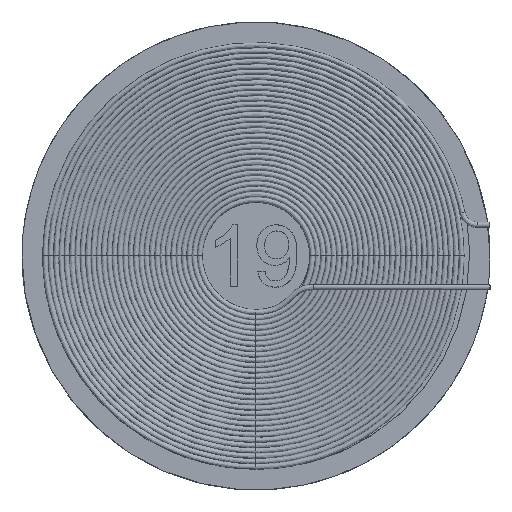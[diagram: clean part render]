
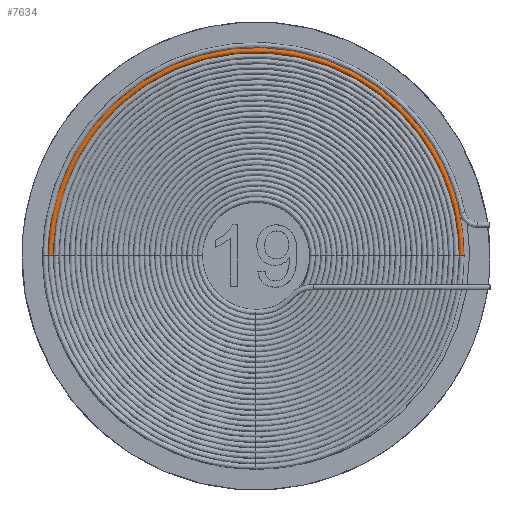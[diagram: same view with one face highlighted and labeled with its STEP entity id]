
A CAD part, top view. The second image highlights one B-rep face of the part: STEP entity #7634.
In plain terms, the highlighted free-form (B-spline) face has degree [3, 3] with [7, 4] control points.
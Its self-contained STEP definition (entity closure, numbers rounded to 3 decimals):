
#83 = CARTESIAN_POINT ( 'NONE',  ( -6.669, 13.338, -0.085 ) ) ;
#174 = CARTESIAN_POINT ( 'NONE',  ( -6.499, 12.998, 0.085 ) ) ;
#374 = CARTESIAN_POINT ( 'NONE',  ( 6.499, 0., 0.085 ) ) ;
#555 = VERTEX_POINT ( 'NONE', #12778 ) ;
#1469 = CARTESIAN_POINT ( 'NONE',  ( -6.669, 13.338, 0.085 ) ) ;
#1573 = CARTESIAN_POINT ( 'NONE',  ( -6.499, 12.998, 0.255 ) ) ;
#2474 = CARTESIAN_POINT ( 'NONE',  ( -6.499, 0., 0.085 ) ) ;
#2655 = CARTESIAN_POINT ( 'NONE',  ( -6.499, 12.998, 0.085 ) ) ;
#2982 = CARTESIAN_POINT ( 'NONE',  ( 6.669, 0., -0.085 ) ) ;
#3074 = CARTESIAN_POINT ( 'NONE',  ( -6.499, 0., 0.085 ) ) ;
#3169 = CARTESIAN_POINT ( 'NONE',  ( -6.669, 0., 0.255 ) ) ;
#3176 = CARTESIAN_POINT ( 'NONE',  ( 6.499, 0., 0.255 ) ) ;
#3574 = VERTEX_POINT ( 'NONE', #3793 ) ;
#3622 = VERTEX_POINT ( 'NONE', #11482 ) ;
#3793 = CARTESIAN_POINT ( 'NONE',  ( 6.499, 0., 0.085 ) ) ;
#4291 = CARTESIAN_POINT ( 'NONE',  ( -6.499, 0., -0.085 ) ) ;
#4390 = CARTESIAN_POINT ( 'NONE',  ( 6.499, 0., 0.085 ) ) ;
#4471 =( BOUNDED_CURVE ( )  B_SPLINE_CURVE ( 3, ( #9353, #6384, #17777, #2474 ),
 .UNSPECIFIED., .F., .F. ) 
 B_SPLINE_CURVE_WITH_KNOTS ( ( 4, 4 ),
 ( 0.5, 1. ),
 .UNSPECIFIED. ) 
 CURVE ( )  GEOMETRIC_REPRESENTATION_ITEM ( )  RATIONAL_B_SPLINE_CURVE ( ( 1., 0.333, 0.333, 1. ) ) 
 REPRESENTATION_ITEM ( '' )  );
#4473 = CARTESIAN_POINT ( 'NONE',  ( -6.499, 12.998, -0.085 ) ) ;
#4653 = CARTESIAN_POINT ( 'NONE',  ( 6.499, 0., 0.085 ) ) ;
#4785 = EDGE_CURVE ( 'NONE', #3622, #13467, #17445, .T. ) ;
#5749 = CARTESIAN_POINT ( 'NONE',  ( 6.499, 0., -0.085 ) ) ;
#5917 = EDGE_CURVE ( 'NONE', #13467, #3574, #5928, .T. ) ;
#5928 =( BOUNDED_CURVE ( )  B_SPLINE_CURVE ( 3, ( #11437, #17152, #3176, #4390 ),
 .UNSPECIFIED., .F., .F. ) 
 B_SPLINE_CURVE_WITH_KNOTS ( ( 4, 4 ),
 ( 0., 1. ),
 .UNSPECIFIED. ) 
 CURVE ( )  GEOMETRIC_REPRESENTATION_ITEM ( )  RATIONAL_B_SPLINE_CURVE ( ( 1., 0.333, 0.333, 1. ) ) 
 REPRESENTATION_ITEM ( '' )  );
#6384 = CARTESIAN_POINT ( 'NONE',  ( -6.669, 0., 0.255 ) ) ;
#6605 =( BOUNDED_CURVE ( )  B_SPLINE_CURVE ( 3, ( #7950, #2655, #8212, #16551 ),
 .UNSPECIFIED., .F., .F. ) 
 B_SPLINE_CURVE_WITH_KNOTS ( ( 4, 4 ),
 ( 0., 1. ),
 .UNSPECIFIED. ) 
 CURVE ( )  GEOMETRIC_REPRESENTATION_ITEM ( )  RATIONAL_B_SPLINE_CURVE ( ( 1., 0.333, 0.333, 1. ) ) 
 REPRESENTATION_ITEM ( '' )  );
#7139 = CARTESIAN_POINT ( 'NONE',  ( 6.669, 13.338, 0.085 ) ) ;
#7233 = CARTESIAN_POINT ( 'NONE',  ( 6.499, 12.998, 0.255 ) ) ;
#7423 = EDGE_LOOP ( 'NONE', ( #10601, #13747, #11700, #14834 ) ) ;
#7634 = ADVANCED_FACE ( 'NONE', ( #8815 ), #12933, .T. ) ;
#7950 = CARTESIAN_POINT ( 'NONE',  ( -6.499, 0., 0.085 ) ) ;
#8212 = CARTESIAN_POINT ( 'NONE',  ( 6.499, 12.998, 0.085 ) ) ;
#8640 = CARTESIAN_POINT ( 'NONE',  ( -6.669, 13.338, 0.085 ) ) ;
#8722 = CARTESIAN_POINT ( 'NONE',  ( 6.499, 12.998, 0.085 ) ) ;
#8815 = FACE_OUTER_BOUND ( 'NONE', #7423, .T. ) ;
#9353 = CARTESIAN_POINT ( 'NONE',  ( -6.669, 0., 0.085 ) ) ;
#10034 = CARTESIAN_POINT ( 'NONE',  ( -6.669, 0., 0.085 ) ) ;
#10123 = CARTESIAN_POINT ( 'NONE',  ( 6.669, 13.338, 0.255 ) ) ;
#10308 = CARTESIAN_POINT ( 'NONE',  ( 6.669, 13.338, 0.085 ) ) ;
#10601 = ORIENTED_EDGE ( 'NONE', *, *, #4785, .F. ) ;
#11321 = CARTESIAN_POINT ( 'NONE',  ( -6.669, 0., 0.085 ) ) ;
#11437 = CARTESIAN_POINT ( 'NONE',  ( 6.669, 0., 0.085 ) ) ;
#11482 = CARTESIAN_POINT ( 'NONE',  ( -6.669, 0., 0.085 ) ) ;
#11621 = CARTESIAN_POINT ( 'NONE',  ( 6.669, 13.338, -0.085 ) ) ;
#11700 = ORIENTED_EDGE ( 'NONE', *, *, #13687, .T. ) ;
#11903 = EDGE_CURVE ( 'NONE', #3622, #555, #4471, .T. ) ;
#12778 = CARTESIAN_POINT ( 'NONE',  ( -6.499, 0., 0.085 ) ) ;
#12827 = CARTESIAN_POINT ( 'NONE',  ( 6.669, 0., 0.085 ) ) ;
#12838 = CARTESIAN_POINT ( 'NONE',  ( -6.669, 0., -0.085 ) ) ;
#12933 =( BOUNDED_SURFACE ( )  B_SPLINE_SURFACE ( 3, 3, ( 
 ( #17048, #174, #17234, #374 ),
 ( #4291, #4473, #15746, #5749 ),
 ( #12838, #83, #11621, #2982 ),
 ( #10034, #8640, #10308, #14334 ),
 ( #3169, #17415, #10123, #12934 ),
 ( #15840, #1573, #7233, #17324 ),
 ( #3074, #15930, #8722, #4653 ) ),
 .UNSPECIFIED., .T., .F., .T. ) 
 B_SPLINE_SURFACE_WITH_KNOTS ( ( 4, 3, 4 ),
 ( 4, 4 ),
 ( 0., 0.5, 1. ),
 ( 0., 1. ),
 .UNSPECIFIED. ) 
 GEOMETRIC_REPRESENTATION_ITEM ( )  RATIONAL_B_SPLINE_SURFACE ( (
 ( 1., 0.333, 0.333, 1.),
 ( 0.333, 0.111, 0.111, 0.333),
 ( 0.333, 0.111, 0.111, 0.333),
 ( 1., 0.333, 0.333, 1.),
 ( 0.333, 0.111, 0.111, 0.333),
 ( 0.333, 0.111, 0.111, 0.333),
 ( 1., 0.333, 0.333, 1.) ) ) 
 REPRESENTATION_ITEM ( '' )  SURFACE ( )  );
#12934 = CARTESIAN_POINT ( 'NONE',  ( 6.669, 0., 0.255 ) ) ;
#13467 = VERTEX_POINT ( 'NONE', #14432 ) ;
#13687 = EDGE_CURVE ( 'NONE', #555, #3574, #6605, .T. ) ;
#13747 = ORIENTED_EDGE ( 'NONE', *, *, #11903, .T. ) ;
#14334 = CARTESIAN_POINT ( 'NONE',  ( 6.669, 0., 0.085 ) ) ;
#14432 = CARTESIAN_POINT ( 'NONE',  ( 6.669, 0., 0.085 ) ) ;
#14834 = ORIENTED_EDGE ( 'NONE', *, *, #5917, .F. ) ;
#15746 = CARTESIAN_POINT ( 'NONE',  ( 6.499, 12.998, -0.085 ) ) ;
#15840 = CARTESIAN_POINT ( 'NONE',  ( -6.499, 0., 0.255 ) ) ;
#15930 = CARTESIAN_POINT ( 'NONE',  ( -6.499, 12.998, 0.085 ) ) ;
#16551 = CARTESIAN_POINT ( 'NONE',  ( 6.499, 0., 0.085 ) ) ;
#17048 = CARTESIAN_POINT ( 'NONE',  ( -6.499, 0., 0.085 ) ) ;
#17152 = CARTESIAN_POINT ( 'NONE',  ( 6.669, 0., 0.255 ) ) ;
#17234 = CARTESIAN_POINT ( 'NONE',  ( 6.499, 12.998, 0.085 ) ) ;
#17324 = CARTESIAN_POINT ( 'NONE',  ( 6.499, 0., 0.255 ) ) ;
#17415 = CARTESIAN_POINT ( 'NONE',  ( -6.669, 13.338, 0.255 ) ) ;
#17445 =( BOUNDED_CURVE ( )  B_SPLINE_CURVE ( 3, ( #11321, #1469, #7139, #12827 ),
 .UNSPECIFIED., .F., .F. ) 
 B_SPLINE_CURVE_WITH_KNOTS ( ( 4, 4 ),
 ( 0., 1. ),
 .UNSPECIFIED. ) 
 CURVE ( )  GEOMETRIC_REPRESENTATION_ITEM ( )  RATIONAL_B_SPLINE_CURVE ( ( 1., 0.333, 0.333, 1. ) ) 
 REPRESENTATION_ITEM ( '' )  );
#17777 = CARTESIAN_POINT ( 'NONE',  ( -6.499, 0., 0.255 ) ) ;
